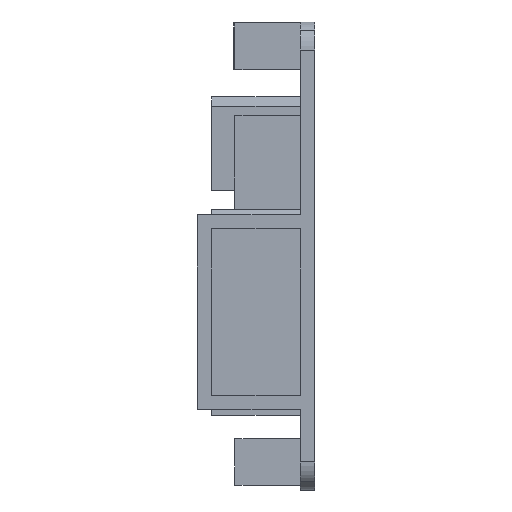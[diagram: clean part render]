
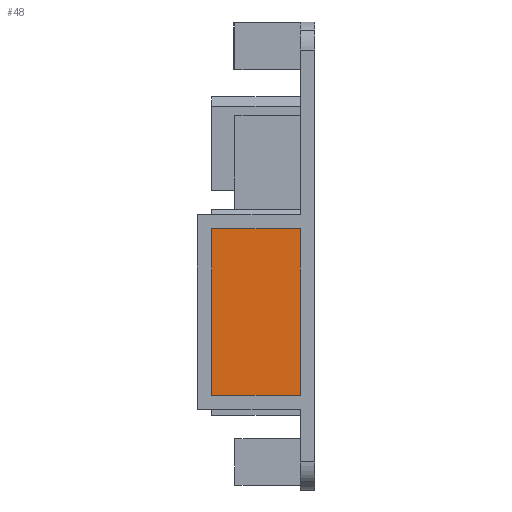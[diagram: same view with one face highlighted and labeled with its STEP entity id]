
A CAD part, left-side view. The second image highlights one B-rep face of the part: STEP entity #48.
In plain terms, the highlighted planar face has unit normal (-1, 0, 0).
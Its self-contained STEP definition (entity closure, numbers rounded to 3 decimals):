
#48 = ADVANCED_FACE ( 'NONE', ( #1977 ), #2194, .F. ) ;
#106 = LINE ( 'NONE', #774, #1268 ) ;
#306 = DIRECTION ( 'NONE',  ( 0., 1., 0. ) ) ;
#335 = VERTEX_POINT ( 'NONE', #1731 ) ;
#368 = VECTOR ( 'NONE', #2237, 1000. ) ;
#453 = EDGE_CURVE ( 'NONE', #1183, #2461, #2974, .T. ) ;
#660 = CARTESIAN_POINT ( 'NONE',  ( -14., 11., -14.9 ) ) ;
#671 = EDGE_CURVE ( 'NONE', #335, #2648, #106, .T. ) ;
#760 = EDGE_CURVE ( 'NONE', #2461, #335, #1512, .T. ) ;
#774 = CARTESIAN_POINT ( 'NONE',  ( -14., 1.5, 2.9 ) ) ;
#850 = DIRECTION ( 'NONE',  ( 1., 0., 0. ) ) ;
#860 = CARTESIAN_POINT ( 'NONE',  ( -14., 11., -14.9 ) ) ;
#981 = AXIS2_PLACEMENT_3D ( 'NONE', #1042, #850, #2688 ) ;
#1042 = CARTESIAN_POINT ( 'NONE',  ( -14., 6.25, -6. ) ) ;
#1054 = ORIENTED_EDGE ( 'NONE', *, *, #671, .F. ) ;
#1096 = VECTOR ( 'NONE', #306, 1000. ) ;
#1183 = VERTEX_POINT ( 'NONE', #860 ) ;
#1268 = VECTOR ( 'NONE', #2191, 1000. ) ;
#1337 = ORIENTED_EDGE ( 'NONE', *, *, #2645, .F. ) ;
#1382 = ORIENTED_EDGE ( 'NONE', *, *, #760, .F. ) ;
#1512 = LINE ( 'NONE', #2668, #368 ) ;
#1731 = CARTESIAN_POINT ( 'NONE',  ( -14., 1.5, 2.9 ) ) ;
#1977 = FACE_OUTER_BOUND ( 'NONE', #2145, .T. ) ;
#2145 = EDGE_LOOP ( 'NONE', ( #1054, #1382, #2617, #1337 ) ) ;
#2191 = DIRECTION ( 'NONE',  ( 0., 0., -1. ) ) ;
#2194 = PLANE ( 'NONE',  #981 ) ;
#2237 = DIRECTION ( 'NONE',  ( 0., -1., 0. ) ) ;
#2241 = DIRECTION ( 'NONE',  ( 0., 0., 1. ) ) ;
#2294 = VECTOR ( 'NONE', #2241, 1000. ) ;
#2377 = CARTESIAN_POINT ( 'NONE',  ( -14., 1.5, -14.9 ) ) ;
#2459 = CARTESIAN_POINT ( 'NONE',  ( -14., 1.5, -14.9 ) ) ;
#2461 = VERTEX_POINT ( 'NONE', #2464 ) ;
#2464 = CARTESIAN_POINT ( 'NONE',  ( -14., 11., 2.9 ) ) ;
#2617 = ORIENTED_EDGE ( 'NONE', *, *, #453, .F. ) ;
#2645 = EDGE_CURVE ( 'NONE', #2648, #1183, #2902, .T. ) ;
#2648 = VERTEX_POINT ( 'NONE', #2459 ) ;
#2668 = CARTESIAN_POINT ( 'NONE',  ( -14., 11., 2.9 ) ) ;
#2688 = DIRECTION ( 'NONE',  ( 0., 1., 0. ) ) ;
#2902 = LINE ( 'NONE', #2377, #1096 ) ;
#2974 = LINE ( 'NONE', #660, #2294 ) ;
